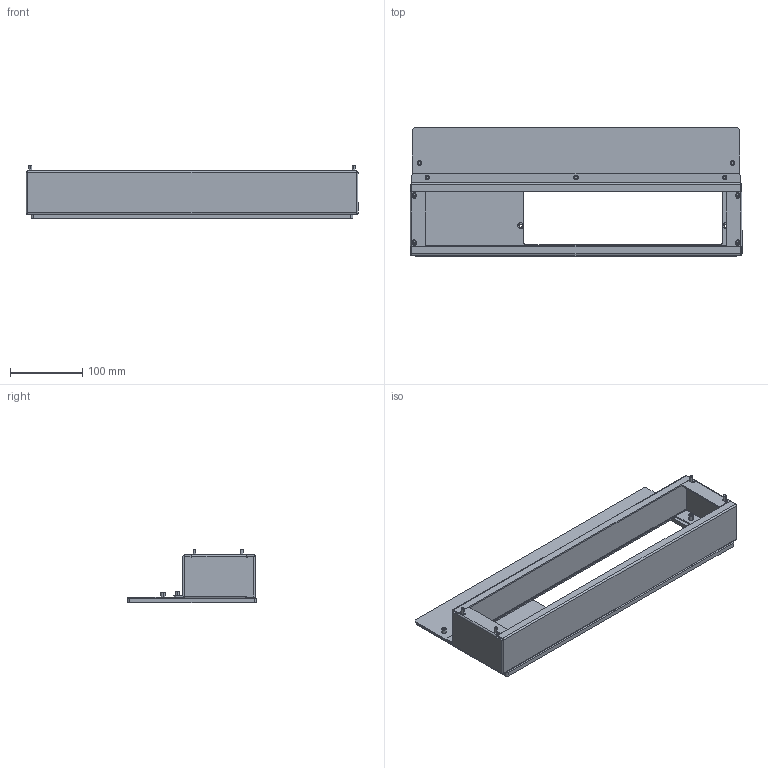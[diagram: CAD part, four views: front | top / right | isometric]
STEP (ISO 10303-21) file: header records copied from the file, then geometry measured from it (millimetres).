
FILE_DESCRIPTION (( 'STEP AP214' ), '1' );
FILE_NAME ('INGUN_115570.STEP', '2024-10-10T10:48:58', ( '' ), ( '' ), 'SwSTEP 2.0', 'SolidWorks 2021', '' );
FILE_SCHEMA (( 'AUTOMOTIVE_DESIGN' ));
Length unit declared in the file: millimetre
Products named in the file (6): INGUN_115570; 115670~2_S; 113974~1_S; DIN912~n_M04,0x010; DIN7991~n_M04,0x010 VA; 115671~0_S
Assembly tree (16 placements, depth 2):
  INGUN_115570
    113974~1_S
    DIN912~n_M04,0x010  x10
    115670~2_S
    115671~0_S
    DIN7991~n_M04,0x010 VA  x3
Bounding box: 458 x 178 x 74 mm (x, y, z)
Volume: 490606.7 mm3; surface area: 358202.7 mm2
Topology: 16 solids, 16 shells, 667 faces, 1628 edges, 1039 vertices
Faces by surface type: cylinder 403, plane 206, cone 58
Entity records: 10928 total; most frequent: DIRECTION 1958, CARTESIAN_POINT 1757, ORIENTED_EDGE 1702, EDGE_CURVE 851, AXIS2_PLACEMENT_3D 738, VERTEX_POINT 537, LINE 482, VECTOR 482
